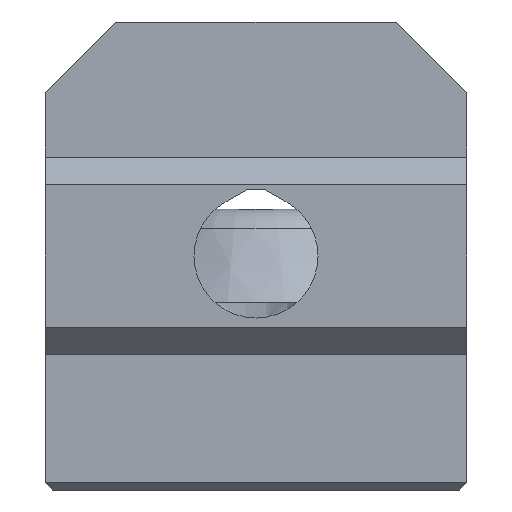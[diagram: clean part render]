
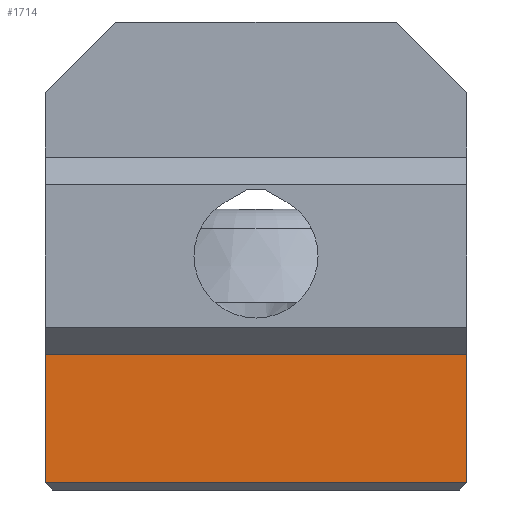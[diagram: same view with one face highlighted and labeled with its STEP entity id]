
A CAD part, front view. The second image highlights one B-rep face of the part: STEP entity #1714.
In plain terms, the highlighted planar face has unit normal (0, -1, 0).
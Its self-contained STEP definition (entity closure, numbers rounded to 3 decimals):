
#39=PLANE('',#1842);
#124=FACE_OUTER_BOUND('',#224,.T.);
#224=EDGE_LOOP('',(#1249,#1250,#1251,#1252));
#411=LINE('',#3061,#594);
#416=LINE('',#3070,#599);
#417=LINE('',#3072,#600);
#418=LINE('',#3073,#601);
#594=VECTOR('',#2040,10.);
#599=VECTOR('',#2049,10.);
#600=VECTOR('',#2050,10.);
#601=VECTOR('',#2051,10.);
#797=VERTEX_POINT('',#3056);
#798=VERTEX_POINT('',#3060);
#800=VERTEX_POINT('',#3069);
#801=VERTEX_POINT('',#3071);
#973=EDGE_CURVE('',#798,#797,#411,.T.);
#978=EDGE_CURVE('',#798,#800,#416,.T.);
#979=EDGE_CURVE('',#800,#801,#417,.T.);
#980=EDGE_CURVE('',#797,#801,#418,.T.);
#1249=ORIENTED_EDGE('',*,*,#973,.F.);
#1250=ORIENTED_EDGE('',*,*,#978,.T.);
#1251=ORIENTED_EDGE('',*,*,#979,.T.);
#1252=ORIENTED_EDGE('',*,*,#980,.F.);
#1714=ADVANCED_FACE('',(#124),#39,.T.);
#1842=AXIS2_PLACEMENT_3D('',#3068,#2047,#2048);
#2040=DIRECTION('',(-1.,0.,0.));
#2047=DIRECTION('center_axis',(0.,-1.,0.));
#2048=DIRECTION('ref_axis',(-1.,0.,0.));
#2049=DIRECTION('',(0.,0.,1.));
#2050=DIRECTION('',(-1.,0.,0.));
#2051=DIRECTION('',(0.,0.,1.));
#3056=CARTESIAN_POINT('',(0.,0.,-7.7));
#3060=CARTESIAN_POINT('',(18.,0.,-7.7));
#3061=CARTESIAN_POINT('',(13.5,0.,-7.7));
#3068=CARTESIAN_POINT('Origin',(18.,0.,0.));
#3069=CARTESIAN_POINT('',(18.,0.,-2.225));
#3070=CARTESIAN_POINT('',(18.,0.,0.));
#3071=CARTESIAN_POINT('',(0.,0.,-2.225));
#3072=CARTESIAN_POINT('',(18.,0.,-2.225));
#3073=CARTESIAN_POINT('',(0.,0.,0.));
